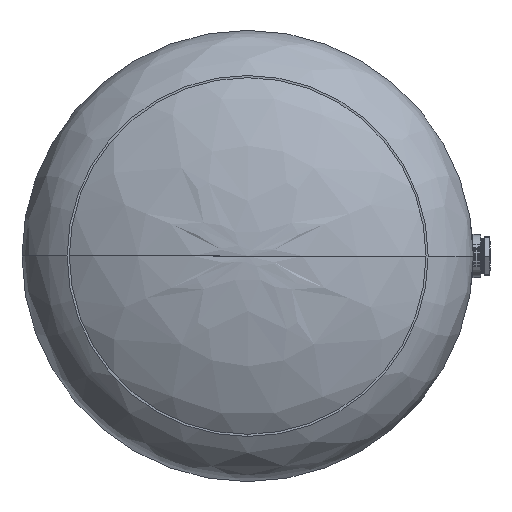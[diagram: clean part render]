
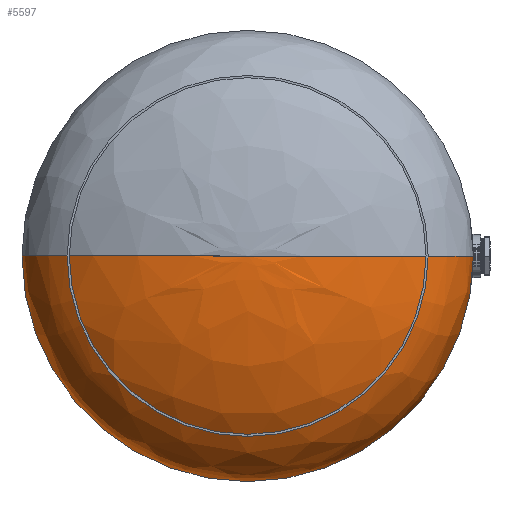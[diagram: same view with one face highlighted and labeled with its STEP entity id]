
A CAD part, left-side view. The second image highlights one B-rep face of the part: STEP entity #5597.
In plain terms, the highlighted free-form (B-spline) face has degree [3, 3] with [4, 4] control points.
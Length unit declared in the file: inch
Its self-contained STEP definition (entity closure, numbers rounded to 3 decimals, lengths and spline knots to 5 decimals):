
#13 = CARTESIAN_POINT ( 'NONE',  ( 15., 5.23236, 0. ) ) ;
#305 = CARTESIAN_POINT ( 'NONE',  ( 15., 5.23236, 0. ) ) ;
#410 = EDGE_CURVE ( 'NONE', #2718, #6017, #10783, .T. ) ;
#613 =( BOUNDED_CURVE ( )  B_SPLINE_CURVE ( 3, ( #6153, #9700, #13, #4462 ),
 .UNSPECIFIED., .F., .T. ) 
 B_SPLINE_CURVE_WITH_KNOTS ( ( 4, 4 ),
 ( 4.71239, 6.28319 ),
 .UNSPECIFIED. ) 
 CURVE ( )  GEOMETRIC_REPRESENTATION_ITEM ( )  RATIONAL_B_SPLINE_CURVE ( ( 1., 0.805, 0.805, 1. ) ) 
 REPRESENTATION_ITEM ( '' )  );
#710 = AXIS2_PLACEMENT_3D ( 'NONE', #4938, #9584, #8600 ) ;
#1175 = ORIENTED_EDGE ( 'NONE', *, *, #410, .T. ) ;
#1181 = CARTESIAN_POINT ( 'NONE',  ( 0., 8.375, 0. ) ) ;
#1342 = CARTESIAN_POINT ( 'NONE',  ( 15., 0.788, 0. ) ) ;
#1357 = CARTESIAN_POINT ( 'NONE',  ( 8.7868, 8.375, 0. ) ) ;
#1805 =( BOUNDED_SURFACE ( )  B_SPLINE_SURFACE ( 3, 3, ( 
 ( #9172, #3060, #3185, #1181 ),
 ( #7497, #10161, #8307, #1357 ),
 ( #10111, #2074, #4757, #305 ),
 ( #11030, #5632, #9285, #10980 ) ),
 .UNSPECIFIED., .F., .F., .T. ) 
 B_SPLINE_SURFACE_WITH_KNOTS ( ( 4, 4 ),
 ( 4, 4 ),
 ( 0., 1. ),
 ( 0., 1. ),
 .UNSPECIFIED. ) 
 GEOMETRIC_REPRESENTATION_ITEM ( )  RATIONAL_B_SPLINE_SURFACE ( (
 ( 1., 0.333, 0.333, 1.),
 ( 0.805, 0.268, 0.268, 0.805),
 ( 0.805, 0.268, 0.268, 0.805),
 ( 1., 0.333, 0.333, 1.) ) ) 
 REPRESENTATION_ITEM ( '' )  SURFACE ( )  );
#2060 = CARTESIAN_POINT ( 'NONE',  ( -15., 5.23236, 0. ) ) ;
#2074 = CARTESIAN_POINT ( 'NONE',  ( -15., 5.23236, 30. ) ) ;
#2550 = CARTESIAN_POINT ( 'NONE',  ( 0., 8.375, 0. ) ) ;
#2718 = VERTEX_POINT ( 'NONE', #4448 ) ;
#3055 = ORIENTED_EDGE ( 'NONE', *, *, #4692, .F. ) ;
#3060 = CARTESIAN_POINT ( 'NONE',  ( 0., 8.375, 0. ) ) ;
#3185 = CARTESIAN_POINT ( 'NONE',  ( 0., 8.375, 0. ) ) ;
#3223 = CARTESIAN_POINT ( 'NONE',  ( 0., 8.375, 0. ) ) ;
#4448 = CARTESIAN_POINT ( 'NONE',  ( -15., 0.788, 0. ) ) ;
#4462 = CARTESIAN_POINT ( 'NONE',  ( 15., 0.788, 0. ) ) ;
#4664 = EDGE_LOOP ( 'NONE', ( #3055, #7341, #1175 ) ) ;
#4692 = EDGE_CURVE ( 'NONE', #7415, #6017, #613, .T. ) ;
#4757 = CARTESIAN_POINT ( 'NONE',  ( 15., 5.23236, 30. ) ) ;
#4894 =( BOUNDED_CURVE ( )  B_SPLINE_CURVE ( 3, ( #3223, #7541, #2060, #6775 ),
 .UNSPECIFIED., .F., .T. ) 
 B_SPLINE_CURVE_WITH_KNOTS ( ( 4, 4 ),
 ( 4.71239, 6.28319 ),
 .UNSPECIFIED. ) 
 CURVE ( )  GEOMETRIC_REPRESENTATION_ITEM ( )  RATIONAL_B_SPLINE_CURVE ( ( 1., 0.805, 0.805, 1. ) ) 
 REPRESENTATION_ITEM ( '' )  );
#4938 = CARTESIAN_POINT ( 'NONE',  ( 0., 0.788, 0. ) ) ;
#5597 = ADVANCED_FACE ( 'NONE', ( #10277 ), #1805, .T. ) ;
#5632 = CARTESIAN_POINT ( 'NONE',  ( -15., 0.788, 30. ) ) ;
#6017 = VERTEX_POINT ( 'NONE', #1342 ) ;
#6153 = CARTESIAN_POINT ( 'NONE',  ( 0., 8.375, 0. ) ) ;
#6663 = EDGE_CURVE ( 'NONE', #7415, #2718, #4894, .T. ) ;
#6775 = CARTESIAN_POINT ( 'NONE',  ( -15., 0.788, 0. ) ) ;
#7341 = ORIENTED_EDGE ( 'NONE', *, *, #6663, .T. ) ;
#7415 = VERTEX_POINT ( 'NONE', #2550 ) ;
#7497 = CARTESIAN_POINT ( 'NONE',  ( -8.7868, 8.375, 0. ) ) ;
#7541 = CARTESIAN_POINT ( 'NONE',  ( -8.7868, 8.375, 0. ) ) ;
#8307 = CARTESIAN_POINT ( 'NONE',  ( 8.7868, 8.375, 17.57359 ) ) ;
#8600 = DIRECTION ( 'NONE',  ( -1., 0., 0. ) ) ;
#9172 = CARTESIAN_POINT ( 'NONE',  ( 0., 8.375, 0. ) ) ;
#9285 = CARTESIAN_POINT ( 'NONE',  ( 15., 0.788, 30. ) ) ;
#9584 = DIRECTION ( 'NONE',  ( 0., 1., 0. ) ) ;
#9700 = CARTESIAN_POINT ( 'NONE',  ( 8.7868, 8.375, 0. ) ) ;
#10111 = CARTESIAN_POINT ( 'NONE',  ( -15., 5.23236, 0. ) ) ;
#10161 = CARTESIAN_POINT ( 'NONE',  ( -8.7868, 8.375, 17.57359 ) ) ;
#10277 = FACE_OUTER_BOUND ( 'NONE', #4664, .T. ) ;
#10783 = CIRCLE ( 'NONE', #710, 15. ) ;
#10980 = CARTESIAN_POINT ( 'NONE',  ( 15., 0.788, 0. ) ) ;
#11030 = CARTESIAN_POINT ( 'NONE',  ( -15., 0.788, 0. ) ) ;
